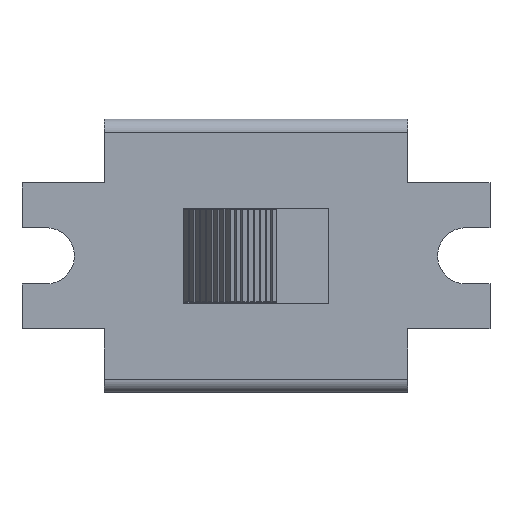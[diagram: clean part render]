
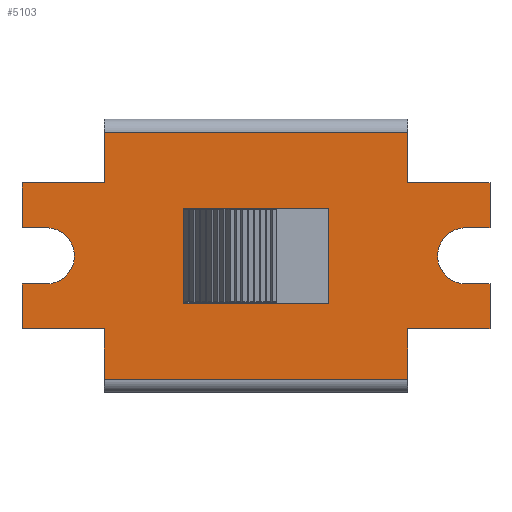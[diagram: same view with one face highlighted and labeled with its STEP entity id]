
A CAD part, top view. The second image highlights one B-rep face of the part: STEP entity #5103.
In plain terms, the highlighted planar face has unit normal (0, 0, 1).
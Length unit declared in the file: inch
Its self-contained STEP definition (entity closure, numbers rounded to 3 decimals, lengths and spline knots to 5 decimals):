
#144=FACE_BOUND('',#855,.T.);
#318=PLANE('',#5440);
#584=FACE_OUTER_BOUND('',#854,.T.);
#854=EDGE_LOOP('',(#4576,#4577,#4578,#4579,#4580,#4581,#4582,#4583,#4584,
#4585,#4586,#4587,#4588,#4589,#4590,#4591,#4592,#4593,#4594,#4595));
#855=EDGE_LOOP('',(#4596,#4597,#4598,#4599));
#946=CIRCLE('',#5392,0.04626);
#950=CIRCLE('',#5405,0.04626);
#1342=LINE('',#8798,#1924);
#1346=LINE('',#8805,#1928);
#1349=LINE('',#8811,#1931);
#1353=LINE('',#8823,#1935);
#1356=LINE('',#8829,#1938);
#1359=LINE('',#8835,#1941);
#1364=LINE('',#8845,#1946);
#1379=LINE('',#8879,#1961);
#1382=LINE('',#8884,#1964);
#1384=LINE('',#8888,#1966);
#1387=LINE('',#8896,#1969);
#1389=LINE('',#8900,#1971);
#1391=LINE('',#8904,#1973);
#1393=LINE('',#8909,#1975);
#1397=LINE('',#8917,#1979);
#1400=LINE('',#8923,#1982);
#1403=LINE('',#8928,#1985);
#1432=LINE('',#8983,#2014);
#1433=LINE('',#8986,#2015);
#1434=LINE('',#8990,#2016);
#1435=LINE('',#8991,#2017);
#1436=LINE('',#8992,#2018);
#1924=VECTOR('',#6318,0.3937);
#1928=VECTOR('',#6324,0.3937);
#1931=VECTOR('',#6329,0.3937);
#1935=VECTOR('',#6341,0.3937);
#1938=VECTOR('',#6346,0.3937);
#1941=VECTOR('',#6351,0.3937);
#1946=VECTOR('',#6360,0.3937);
#1961=VECTOR('',#6381,0.3937);
#1964=VECTOR('',#6386,0.3937);
#1966=VECTOR('',#6390,0.3937);
#1969=VECTOR('',#6399,0.3937);
#1971=VECTOR('',#6403,0.3937);
#1973=VECTOR('',#6407,0.3937);
#1975=VECTOR('',#6411,0.3937);
#1979=VECTOR('',#6417,0.3937);
#1982=VECTOR('',#6422,0.3937);
#1985=VECTOR('',#6427,0.3937);
#2014=VECTOR('',#6506,0.3937);
#2015=VECTOR('',#6511,0.3937);
#2016=VECTOR('',#6514,0.3937);
#2017=VECTOR('',#6515,0.3937);
#2018=VECTOR('',#6516,0.3937);
#2500=VERTEX_POINT('',#8796);
#2501=VERTEX_POINT('',#8797);
#2503=VERTEX_POINT('',#8804);
#2505=VERTEX_POINT('',#8810);
#2507=VERTEX_POINT('',#8816);
#2509=VERTEX_POINT('',#8822);
#2511=VERTEX_POINT('',#8828);
#2513=VERTEX_POINT('',#8834);
#2516=VERTEX_POINT('',#8843);
#2531=VERTEX_POINT('',#8877);
#2532=VERTEX_POINT('',#8878);
#2533=VERTEX_POINT('',#8883);
#2534=VERTEX_POINT('',#8887);
#2535=VERTEX_POINT('',#8891);
#2536=VERTEX_POINT('',#8895);
#2537=VERTEX_POINT('',#8899);
#2538=VERTEX_POINT('',#8903);
#2539=VERTEX_POINT('',#8907);
#2540=VERTEX_POINT('',#8908);
#2543=VERTEX_POINT('',#8916);
#2545=VERTEX_POINT('',#8922);
#2547=VERTEX_POINT('',#8982);
#2548=VERTEX_POINT('',#8988);
#2549=VERTEX_POINT('',#8989);
#3160=EDGE_CURVE('',#2500,#2501,#1342,.T.);
#3164=EDGE_CURVE('',#2503,#2500,#1346,.T.);
#3167=EDGE_CURVE('',#2505,#2503,#1349,.T.);
#3170=EDGE_CURVE('',#2507,#2505,#946,.T.);
#3173=EDGE_CURVE('',#2509,#2507,#1353,.T.);
#3176=EDGE_CURVE('',#2511,#2509,#1356,.T.);
#3179=EDGE_CURVE('',#2513,#2511,#1359,.T.);
#3185=EDGE_CURVE('',#2516,#2513,#1364,.T.);
#3201=EDGE_CURVE('',#2531,#2532,#1379,.T.);
#3204=EDGE_CURVE('',#2533,#2531,#1382,.T.);
#3206=EDGE_CURVE('',#2534,#2533,#1384,.T.);
#3208=EDGE_CURVE('',#2535,#2534,#950,.T.);
#3210=EDGE_CURVE('',#2536,#2535,#1387,.T.);
#3212=EDGE_CURVE('',#2537,#2536,#1389,.T.);
#3214=EDGE_CURVE('',#2538,#2537,#1391,.T.);
#3216=EDGE_CURVE('',#2539,#2540,#1393,.T.);
#3220=EDGE_CURVE('',#2543,#2539,#1397,.T.);
#3223=EDGE_CURVE('',#2545,#2543,#1400,.T.);
#3226=EDGE_CURVE('',#2540,#2545,#1403,.T.);
#3255=EDGE_CURVE('',#2532,#2547,#1432,.T.);
#3257=EDGE_CURVE('',#2547,#2516,#1433,.T.);
#3258=EDGE_CURVE('',#2548,#2549,#1434,.T.);
#3259=EDGE_CURVE('',#2501,#2548,#1435,.T.);
#3260=EDGE_CURVE('',#2549,#2538,#1436,.T.);
#4576=ORIENTED_EDGE('',*,*,#3258,.F.);
#4577=ORIENTED_EDGE('',*,*,#3259,.F.);
#4578=ORIENTED_EDGE('',*,*,#3160,.F.);
#4579=ORIENTED_EDGE('',*,*,#3164,.F.);
#4580=ORIENTED_EDGE('',*,*,#3167,.F.);
#4581=ORIENTED_EDGE('',*,*,#3170,.F.);
#4582=ORIENTED_EDGE('',*,*,#3173,.F.);
#4583=ORIENTED_EDGE('',*,*,#3176,.F.);
#4584=ORIENTED_EDGE('',*,*,#3179,.F.);
#4585=ORIENTED_EDGE('',*,*,#3185,.F.);
#4586=ORIENTED_EDGE('',*,*,#3257,.F.);
#4587=ORIENTED_EDGE('',*,*,#3255,.F.);
#4588=ORIENTED_EDGE('',*,*,#3201,.F.);
#4589=ORIENTED_EDGE('',*,*,#3204,.F.);
#4590=ORIENTED_EDGE('',*,*,#3206,.F.);
#4591=ORIENTED_EDGE('',*,*,#3208,.F.);
#4592=ORIENTED_EDGE('',*,*,#3210,.F.);
#4593=ORIENTED_EDGE('',*,*,#3212,.F.);
#4594=ORIENTED_EDGE('',*,*,#3214,.F.);
#4595=ORIENTED_EDGE('',*,*,#3260,.F.);
#4596=ORIENTED_EDGE('',*,*,#3226,.T.);
#4597=ORIENTED_EDGE('',*,*,#3223,.T.);
#4598=ORIENTED_EDGE('',*,*,#3220,.T.);
#4599=ORIENTED_EDGE('',*,*,#3216,.T.);
#5103=ADVANCED_FACE('',(#584,#144),#318,.T.);
#5392=AXIS2_PLACEMENT_3D('',#8817,#6334,#6335);
#5405=AXIS2_PLACEMENT_3D('',#8892,#6394,#6395);
#5440=AXIS2_PLACEMENT_3D('',#8987,#6512,#6513);
#6318=DIRECTION('',(-1.,0.,0.));
#6324=DIRECTION('',(0.,-1.,0.));
#6329=DIRECTION('',(1.,0.,0.));
#6334=DIRECTION('center_axis',(0.,0.,1.));
#6335=DIRECTION('ref_axis',(0.,1.,0.));
#6341=DIRECTION('',(-1.,0.,0.));
#6346=DIRECTION('',(0.,-1.,0.));
#6351=DIRECTION('',(1.,0.,0.));
#6360=DIRECTION('',(0.,-1.,0.));
#6381=DIRECTION('',(1.,0.,0.));
#6386=DIRECTION('',(0.,1.,0.));
#6390=DIRECTION('',(-1.,0.,0.));
#6394=DIRECTION('center_axis',(0.,0.,1.));
#6395=DIRECTION('ref_axis',(0.,-1.,0.));
#6399=DIRECTION('',(1.,0.,0.));
#6403=DIRECTION('',(0.,1.,0.));
#6407=DIRECTION('',(-1.,0.,0.));
#6411=DIRECTION('',(-1.,0.,0.));
#6417=DIRECTION('',(0.,-1.,0.));
#6422=DIRECTION('',(1.,0.,0.));
#6427=DIRECTION('',(0.,1.,0.));
#6506=DIRECTION('',(0.,1.,0.));
#6511=DIRECTION('',(1.,0.,0.));
#6512=DIRECTION('center_axis',(0.,0.,1.));
#6513=DIRECTION('ref_axis',(-1.,0.,0.));
#6514=DIRECTION('',(-1.,0.,0.));
#6515=DIRECTION('',(0.,-1.,0.));
#6516=DIRECTION('',(0.,1.,0.));
#8796=CARTESIAN_POINT('',(0.38504,-0.12008,0.3));
#8797=CARTESIAN_POINT('',(0.25,-0.12008,0.3));
#8798=CARTESIAN_POINT('',(0.38504,-0.12008,0.3));
#8804=CARTESIAN_POINT('',(0.38504,-0.04626,0.3));
#8805=CARTESIAN_POINT('',(0.38504,-0.04626,0.3));
#8810=CARTESIAN_POINT('',(0.34508,-0.04626,0.3));
#8811=CARTESIAN_POINT('',(0.34508,-0.04626,0.3));
#8816=CARTESIAN_POINT('',(0.34508,0.04626,0.3));
#8817=CARTESIAN_POINT('Origin',(0.34508,0.,0.3));
#8822=CARTESIAN_POINT('',(0.38504,0.04626,0.3));
#8823=CARTESIAN_POINT('',(0.38504,0.04626,0.3));
#8828=CARTESIAN_POINT('',(0.38504,0.12008,0.3));
#8829=CARTESIAN_POINT('',(0.38504,0.12008,0.3));
#8834=CARTESIAN_POINT('',(0.25,0.12008,0.3));
#8835=CARTESIAN_POINT('',(0.25,0.12008,0.3));
#8843=CARTESIAN_POINT('',(0.25,0.20295,0.3));
#8845=CARTESIAN_POINT('',(0.25,0.225,0.3));
#8877=CARTESIAN_POINT('',(-0.38504,0.12008,0.3));
#8878=CARTESIAN_POINT('',(-0.25,0.12008,0.3));
#8879=CARTESIAN_POINT('',(-0.38504,0.12008,0.3));
#8883=CARTESIAN_POINT('',(-0.38504,0.04626,0.3));
#8884=CARTESIAN_POINT('',(-0.38504,0.04626,0.3));
#8887=CARTESIAN_POINT('',(-0.34508,0.04626,0.3));
#8888=CARTESIAN_POINT('',(-0.34508,0.04626,0.3));
#8891=CARTESIAN_POINT('',(-0.34508,-0.04626,0.3));
#8892=CARTESIAN_POINT('Origin',(-0.34508,0.,0.3));
#8895=CARTESIAN_POINT('',(-0.38504,-0.04626,0.3));
#8896=CARTESIAN_POINT('',(-0.38504,-0.04626,0.3));
#8899=CARTESIAN_POINT('',(-0.38504,-0.12008,0.3));
#8900=CARTESIAN_POINT('',(-0.38504,-0.12008,0.3));
#8903=CARTESIAN_POINT('',(-0.25,-0.12008,0.3));
#8904=CARTESIAN_POINT('',(-0.25,-0.12008,0.3));
#8907=CARTESIAN_POINT('',(0.12008,-0.07874,0.3));
#8908=CARTESIAN_POINT('',(-0.12008,-0.07874,0.3));
#8909=CARTESIAN_POINT('',(0.06004,-0.07874,0.3));
#8916=CARTESIAN_POINT('',(0.12008,0.07874,0.3));
#8917=CARTESIAN_POINT('',(0.12008,0.03937,0.3));
#8922=CARTESIAN_POINT('',(-0.12008,0.07874,0.3));
#8923=CARTESIAN_POINT('',(-0.06004,0.07874,0.3));
#8928=CARTESIAN_POINT('',(-0.12008,-0.03937,0.3));
#8982=CARTESIAN_POINT('',(-0.25,0.20295,0.3));
#8983=CARTESIAN_POINT('',(-0.25,0.12008,0.3));
#8986=CARTESIAN_POINT('',(-0.125,0.20295,0.3));
#8987=CARTESIAN_POINT('Origin',(0.,0.,
0.3));
#8988=CARTESIAN_POINT('',(0.25,-0.20295,0.3));
#8989=CARTESIAN_POINT('',(-0.25,-0.20295,0.3));
#8990=CARTESIAN_POINT('',(0.125,-0.20295,0.3));
#8991=CARTESIAN_POINT('',(0.25,-0.12008,0.3));
#8992=CARTESIAN_POINT('',(-0.25,-0.225,0.3));
